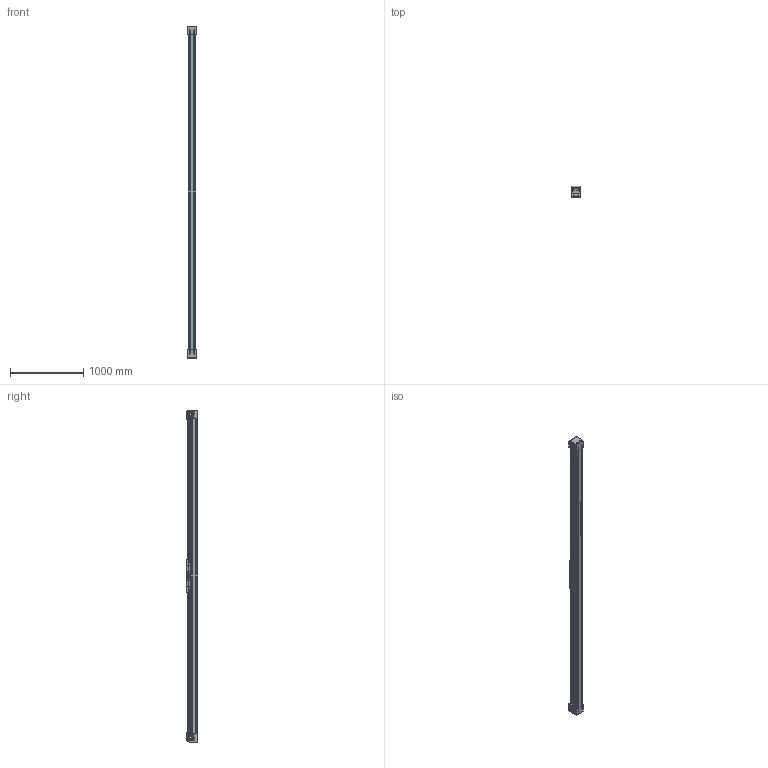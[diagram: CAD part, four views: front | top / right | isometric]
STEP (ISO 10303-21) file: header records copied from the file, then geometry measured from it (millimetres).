
FILE_DESCRIPTION (( 'STEP AP214' ), '1' );
FILE_NAME ('BLM100-3800-4520_Bondy.STEP', '2023-03-15T12:31:04', ( '' ), ( '' ), 'SwSTEP 2.0', 'SolidWorks 2023', '' );
FILE_SCHEMA (( 'AUTOMOTIVE_DESIGN' ));
Length unit declared in the file: millimetre
Products named in the file (1): BLM100-3800-4520_Bondy
Bounding box: 130 x 159 x 4520 mm (x, y, z)
Volume: 46731212.7 mm3; surface area: 4948057.7 mm2
Topology: 50 solids, 58 shells, 7651 faces, 21846 edges, 14396 vertices
Faces by surface type: plane 4394, cylinder 2909, torus 168, sphere 100, cone 56, bspline 24
Entity records: 340071 total; most frequent: CARTESIAN_POINT 50622, ORIENTED_EDGE 43196, DIRECTION 43122, EDGE_CURVE 21598, VECTOR 14854, LINE 14854, VERTEX_POINT 14260, AXIS2_PLACEMENT_3D 14134
